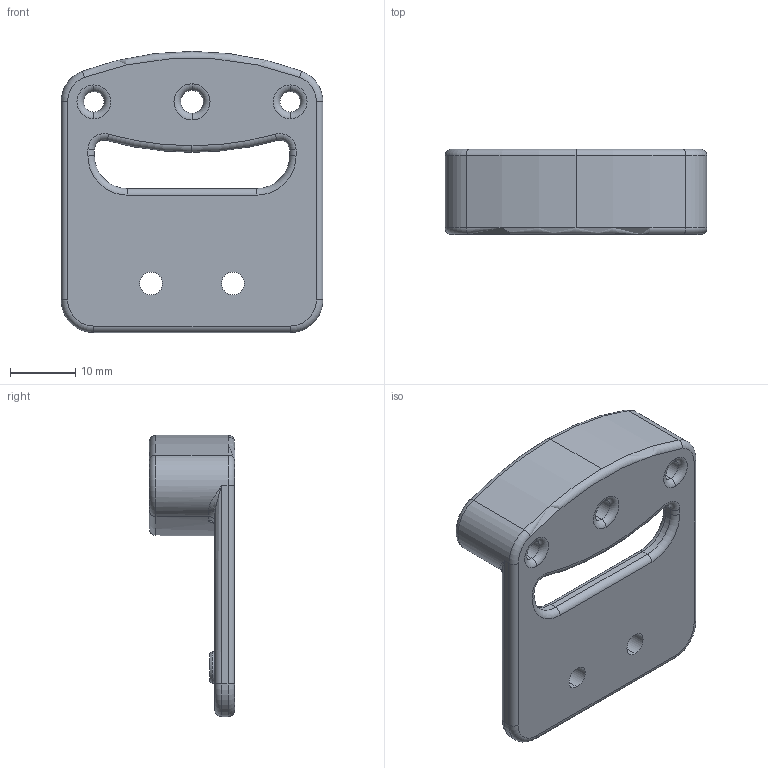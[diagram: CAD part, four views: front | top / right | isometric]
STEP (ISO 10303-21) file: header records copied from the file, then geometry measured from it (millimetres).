
FILE_DESCRIPTION (( 'STEP AP214' ), '1' );
FILE_NAME ('Schlieren_blade_holder.STEP', '2023-06-01T11:01:15', ( '' ), ( '' ), 'SwSTEP 2.0', 'SolidWorks 2022', '' );
FILE_SCHEMA (( 'AUTOMOTIVE_DESIGN' ));
Length unit declared in the file: millimetre
Products named in the file (1): Schlieren_blade_holder
Bounding box: 40 x 13 x 42.96 mm (x, y, z)
Volume: 8894.1 mm3; surface area: 4712.8 mm2
Topology: 1 solids, 1 shells, 101 faces, 236 edges, 135 vertices
Faces by surface type: cylinder 41, torus 38, plane 12, cone 6, bspline 4
Entity records: 3133 total; most frequent: CARTESIAN_POINT 705, DIRECTION 577, ORIENTED_EDGE 464, AXIS2_PLACEMENT_3D 255, EDGE_CURVE 232, CIRCLE 157, VERTEX_POINT 135, EDGE_LOOP 115
